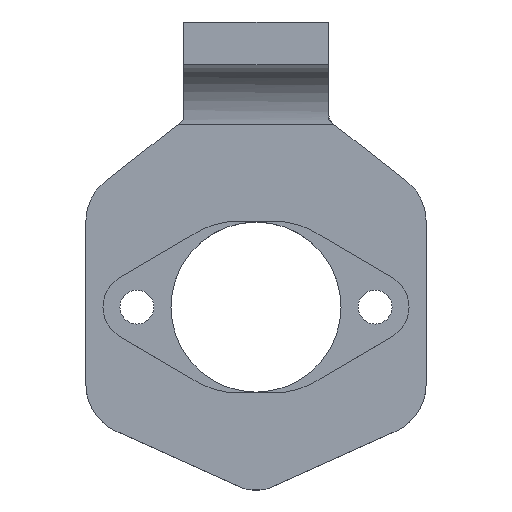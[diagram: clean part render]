
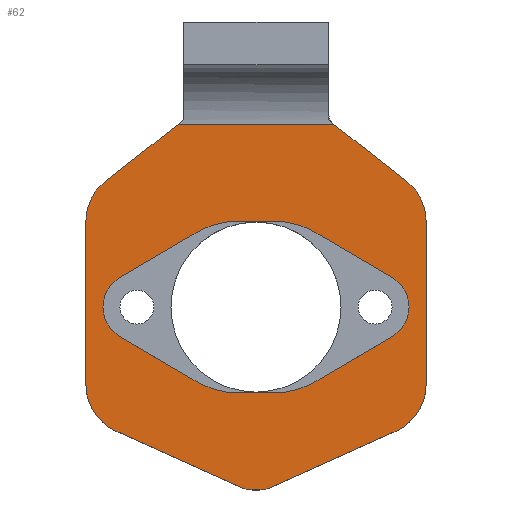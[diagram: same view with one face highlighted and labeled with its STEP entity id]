
A CAD part, top view. The second image highlights one B-rep face of the part: STEP entity #62.
In plain terms, the highlighted planar face has unit normal (0, 0, 1).
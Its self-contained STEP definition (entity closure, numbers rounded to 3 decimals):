
#26=FACE_BOUND('',#169,.F.);
#62=ADVANCED_FACE('',(#26,#114),#498,.T.);
#114=FACE_OUTER_BOUND('',#170,.F.);
#169=EDGE_LOOP('',(#260,#261,#262,#263,#264,#265,#266,#267,#268,#269,#270,
#271));
#170=EDGE_LOOP('',(#272,#273,#274,#275,#276,#277,#278,#279,#280,#281,#282,#283,
#284,#285,#286));
#260=ORIENTED_EDGE('',*,*,#716,.T.);
#261=ORIENTED_EDGE('',*,*,#715,.T.);
#262=ORIENTED_EDGE('',*,*,#714,.T.);
#263=ORIENTED_EDGE('',*,*,#713,.T.);
#264=ORIENTED_EDGE('',*,*,#712,.T.);
#265=ORIENTED_EDGE('',*,*,#711,.T.);
#266=ORIENTED_EDGE('',*,*,#710,.T.);
#267=ORIENTED_EDGE('',*,*,#709,.T.);
#268=ORIENTED_EDGE('',*,*,#708,.T.);
#269=ORIENTED_EDGE('',*,*,#707,.T.);
#270=ORIENTED_EDGE('',*,*,#706,.T.);
#271=ORIENTED_EDGE('',*,*,#705,.T.);
#272=ORIENTED_EDGE('',*,*,#766,.F.);
#273=ORIENTED_EDGE('',*,*,#725,.F.);
#274=ORIENTED_EDGE('',*,*,#743,.T.);
#275=ORIENTED_EDGE('',*,*,#732,.F.);
#276=ORIENTED_EDGE('',*,*,#742,.T.);
#277=ORIENTED_EDGE('',*,*,#734,.F.);
#278=ORIENTED_EDGE('',*,*,#741,.T.);
#279=ORIENTED_EDGE('',*,*,#717,.F.);
#280=ORIENTED_EDGE('',*,*,#765,.T.);
#281=ORIENTED_EDGE('',*,*,#729,.F.);
#282=ORIENTED_EDGE('',*,*,#753,.T.);
#283=ORIENTED_EDGE('',*,*,#736,.F.);
#284=ORIENTED_EDGE('',*,*,#752,.T.);
#285=ORIENTED_EDGE('',*,*,#738,.F.);
#286=ORIENTED_EDGE('',*,*,#751,.T.);
#498=PLANE('',#1048);
#525=B_SPLINE_CURVE_WITH_KNOTS('',3,(#1524,#1525,#1526,#1527,#1528,#1529),
.UNSPECIFIED.,.F.,.F.,(4,1,1,4),(0.,0.389,0.611,1.),
.UNSPECIFIED.);
#531=LINE('',#1495,#610);
#532=LINE('',#1497,#611);
#533=LINE('',#1499,#612);
#534=LINE('',#1501,#613);
#535=LINE('',#1503,#614);
#536=LINE('',#1505,#615);
#541=LINE('',#1550,#620);
#542=LINE('',#1551,#621);
#543=LINE('',#1552,#622);
#549=LINE('',#1565,#628);
#550=LINE('',#1566,#629);
#551=LINE('',#1567,#630);
#561=LINE('',#1584,#640);
#562=LINE('',#1585,#641);
#610=VECTOR('',#1135,9.839);
#611=VECTOR('',#1138,4.);
#612=VECTOR('',#1141,9.839);
#613=VECTOR('',#1144,9.839);
#614=VECTOR('',#1147,4.);
#615=VECTOR('',#1150,9.839);
#620=VECTOR('',#1187,16.19);
#621=VECTOR('',#1188,19.197);
#622=VECTOR('',#1189,10.705);
#628=VECTOR('',#1197,10.868);
#629=VECTOR('',#1198,19.197);
#630=VECTOR('',#1199,16.19);
#640=VECTOR('',#1211,0.934);
#641=VECTOR('',#1212,18.278);
#705=EDGE_CURVE('',#947,#946,#842,.T.);
#706=EDGE_CURVE('',#945,#947,#531,.T.);
#707=EDGE_CURVE('',#944,#945,#843,.T.);
#708=EDGE_CURVE('',#943,#944,#532,.T.);
#709=EDGE_CURVE('',#942,#943,#844,.T.);
#710=EDGE_CURVE('',#941,#942,#533,.T.);
#711=EDGE_CURVE('',#940,#941,#845,.T.);
#712=EDGE_CURVE('',#939,#940,#534,.T.);
#713=EDGE_CURVE('',#938,#939,#846,.T.);
#714=EDGE_CURVE('',#937,#938,#535,.T.);
#715=EDGE_CURVE('',#936,#937,#847,.T.);
#716=EDGE_CURVE('',#946,#936,#536,.T.);
#717=EDGE_CURVE('',#935,#934,#848,.T.);
#725=EDGE_CURVE('',#924,#925,#525,.T.);
#729=EDGE_CURVE('',#920,#919,#854,.T.);
#732=EDGE_CURVE('',#916,#915,#856,.T.);
#734=EDGE_CURVE('',#913,#912,#858,.T.);
#736=EDGE_CURVE('',#909,#908,#860,.T.);
#738=EDGE_CURVE('',#905,#904,#862,.T.);
#741=EDGE_CURVE('',#913,#934,#541,.T.);
#742=EDGE_CURVE('',#916,#912,#542,.T.);
#743=EDGE_CURVE('',#924,#915,#543,.T.);
#751=EDGE_CURVE('',#905,#896,#549,.T.);
#752=EDGE_CURVE('',#909,#904,#550,.T.);
#753=EDGE_CURVE('',#920,#908,#551,.T.);
#765=EDGE_CURVE('',#935,#919,#561,.T.);
#766=EDGE_CURVE('',#925,#896,#562,.T.);
#842=CIRCLE('',#1009,4.);
#843=CIRCLE('',#1010,10.1);
#844=CIRCLE('',#1011,10.1);
#845=CIRCLE('',#1012,4.);
#846=CIRCLE('',#1013,10.1);
#847=CIRCLE('',#1014,10.1);
#848=CIRCLE('',#1015,3.);
#854=CIRCLE('',#1021,3.);
#856=CIRCLE('',#1023,6.);
#858=CIRCLE('',#1025,6.);
#860=CIRCLE('',#1027,6.);
#862=CIRCLE('',#1029,6.);
#896=VERTEX_POINT('',#1410);
#904=VERTEX_POINT('',#1418);
#905=VERTEX_POINT('',#1419);
#908=VERTEX_POINT('',#1422);
#909=VERTEX_POINT('',#1423);
#912=VERTEX_POINT('',#1426);
#913=VERTEX_POINT('',#1427);
#915=VERTEX_POINT('',#1429);
#916=VERTEX_POINT('',#1430);
#919=VERTEX_POINT('',#1433);
#920=VERTEX_POINT('',#1434);
#924=VERTEX_POINT('',#1438);
#925=VERTEX_POINT('',#1439);
#934=VERTEX_POINT('',#1448);
#935=VERTEX_POINT('',#1449);
#936=VERTEX_POINT('',#1450);
#937=VERTEX_POINT('',#1451);
#938=VERTEX_POINT('',#1452);
#939=VERTEX_POINT('',#1453);
#940=VERTEX_POINT('',#1454);
#941=VERTEX_POINT('',#1455);
#942=VERTEX_POINT('',#1456);
#943=VERTEX_POINT('',#1457);
#944=VERTEX_POINT('',#1458);
#945=VERTEX_POINT('',#1459);
#946=VERTEX_POINT('',#1460);
#947=VERTEX_POINT('',#1461);
#1009=AXIS2_PLACEMENT_3D('',#1494,#1133,#1134);
#1010=AXIS2_PLACEMENT_3D('',#1496,#1136,#1137);
#1011=AXIS2_PLACEMENT_3D('',#1498,#1139,#1140);
#1012=AXIS2_PLACEMENT_3D('',#1500,#1142,#1143);
#1013=AXIS2_PLACEMENT_3D('',#1502,#1145,#1146);
#1014=AXIS2_PLACEMENT_3D('',#1504,#1148,#1149);
#1015=AXIS2_PLACEMENT_3D('',#1506,#1151,#1152);
#1021=AXIS2_PLACEMENT_3D('',#1538,#1165,#1166);
#1023=AXIS2_PLACEMENT_3D('',#1541,#1170,#1171);
#1025=AXIS2_PLACEMENT_3D('',#1543,#1174,#1175);
#1027=AXIS2_PLACEMENT_3D('',#1545,#1178,#1179);
#1029=AXIS2_PLACEMENT_3D('',#1547,#1182,#1183);
#1048=AXIS2_PLACEMENT_3D('',#1660,#1290,#1291);
#1133=DIRECTION('',(0.,0.,1.));
#1134=DIRECTION('',(-0.507,0.862,0.));
#1135=DIRECTION('',(-0.862,-0.507,0.));
#1136=DIRECTION('',(0.,0.,1.));
#1137=DIRECTION('',(0.,1.,0.));
#1138=DIRECTION('',(-1.,0.,0.));
#1139=DIRECTION('',(0.,0.,1.));
#1140=DIRECTION('',(0.55,0.835,0.));
#1141=DIRECTION('',(-0.862,0.507,0.));
#1142=DIRECTION('',(0.,0.,1.));
#1143=DIRECTION('',(0.507,-0.862,0.));
#1144=DIRECTION('',(0.862,0.507,0.));
#1145=DIRECTION('',(0.,0.,1.));
#1146=DIRECTION('',(0.,-1.,0.));
#1147=DIRECTION('',(1.,0.,0.));
#1148=DIRECTION('',(0.,0.,1.));
#1149=DIRECTION('',(-0.55,-0.835,0.));
#1150=DIRECTION('',(0.862,-0.507,0.));
#1151=DIRECTION('',(0.,0.,1.));
#1152=DIRECTION('',(0.,-1.,0.));
#1165=DIRECTION('',(0.,0.,1.));
#1166=DIRECTION('',(-0.41,-0.912,0.));
#1170=DIRECTION('',(0.,0.,1.));
#1171=DIRECTION('',(1.,0.,0.));
#1174=DIRECTION('',(0.,0.,1.));
#1175=DIRECTION('',(0.41,-0.912,0.));
#1178=DIRECTION('',(0.,0.,1.));
#1179=DIRECTION('',(-1.,0.,0.));
#1182=DIRECTION('',(0.,0.,1.));
#1183=DIRECTION('',(-0.616,0.788,0.));
#1187=DIRECTION('',(-0.912,-0.41,0.));
#1188=DIRECTION('',(0.,-1.,0.));
#1189=DIRECTION('',(0.788,-0.616,0.));
#1197=DIRECTION('',(0.788,0.616,0.));
#1198=DIRECTION('',(0.,1.,0.));
#1199=DIRECTION('',(-0.912,0.41,0.));
#1211=DIRECTION('',(-1.,0.,0.));
#1212=DIRECTION('',(-1.,0.,0.));
#1290=DIRECTION('',(0.,0.,1.));
#1291=DIRECTION('',(0.,-1.,0.));
#1410=CARTESIAN_POINT('',(50.511,-52.25,43.868));
#1418=CARTESIAN_POINT('',(39.65,-63.673,43.868));
#1419=CARTESIAN_POINT('',(41.952,-58.948,43.868));
#1422=CARTESIAN_POINT('',(43.188,-88.342,43.868));
#1423=CARTESIAN_POINT('',(39.65,-82.87,43.868));
#1426=CARTESIAN_POINT('',(79.65,-82.87,43.868));
#1427=CARTESIAN_POINT('',(76.112,-88.342,43.868));
#1429=CARTESIAN_POINT('',(77.348,-58.948,43.868));
#1430=CARTESIAN_POINT('',(79.65,-63.673,43.868));
#1433=CARTESIAN_POINT('',(59.183,-95.25,43.868));
#1434=CARTESIAN_POINT('',(57.952,-94.986,43.868));
#1438=CARTESIAN_POINT('',(68.917,-52.351,43.869));
#1439=CARTESIAN_POINT('',(68.789,-52.25,43.868));
#1448=CARTESIAN_POINT('',(61.348,-94.986,43.868));
#1449=CARTESIAN_POINT('',(60.117,-95.25,43.868));
#1450=CARTESIAN_POINT('',(52.1,-82.188,43.868));
#1451=CARTESIAN_POINT('',(57.65,-83.85,43.868));
#1452=CARTESIAN_POINT('',(61.65,-83.85,43.868));
#1453=CARTESIAN_POINT('',(67.2,-82.188,43.868));
#1454=CARTESIAN_POINT('',(75.679,-77.197,43.868));
#1455=CARTESIAN_POINT('',(75.679,-70.303,43.868));
#1456=CARTESIAN_POINT('',(67.2,-65.312,43.868));
#1457=CARTESIAN_POINT('',(61.65,-63.65,43.868));
#1458=CARTESIAN_POINT('',(57.65,-63.65,43.868));
#1459=CARTESIAN_POINT('',(52.1,-65.312,43.868));
#1460=CARTESIAN_POINT('',(43.621,-77.197,43.868));
#1461=CARTESIAN_POINT('',(43.621,-70.303,43.868));
#1494=CARTESIAN_POINT('',(45.65,-73.75,43.868));
#1495=CARTESIAN_POINT('',(52.1,-65.312,43.868));
#1496=CARTESIAN_POINT('',(57.65,-73.75,43.868));
#1497=CARTESIAN_POINT('',(61.65,-63.65,43.868));
#1498=CARTESIAN_POINT('',(61.65,-73.75,43.868));
#1499=CARTESIAN_POINT('',(75.679,-70.303,43.868));
#1500=CARTESIAN_POINT('',(73.65,-73.75,43.868));
#1501=CARTESIAN_POINT('',(67.2,-82.188,43.868));
#1502=CARTESIAN_POINT('',(61.65,-73.75,43.868));
#1503=CARTESIAN_POINT('',(57.65,-83.85,43.868));
#1504=CARTESIAN_POINT('',(57.65,-73.75,43.868));
#1505=CARTESIAN_POINT('',(43.621,-77.197,43.868));
#1506=CARTESIAN_POINT('',(60.117,-92.25,43.868));
#1524=CARTESIAN_POINT('',(68.917,-52.351,43.869));
#1525=CARTESIAN_POINT('',(68.901,-52.338,43.869));
#1526=CARTESIAN_POINT('',(68.875,-52.317,43.869));
#1527=CARTESIAN_POINT('',(68.832,-52.284,43.868));
#1528=CARTESIAN_POINT('',(68.806,-52.263,43.868));
#1529=CARTESIAN_POINT('',(68.789,-52.25,43.868));
#1538=CARTESIAN_POINT('',(59.183,-92.25,43.868));
#1541=CARTESIAN_POINT('',(73.65,-63.673,43.868));
#1543=CARTESIAN_POINT('',(73.65,-82.87,43.868));
#1545=CARTESIAN_POINT('',(45.65,-82.87,43.868));
#1547=CARTESIAN_POINT('',(45.65,-63.673,43.868));
#1550=CARTESIAN_POINT('',(76.112,-88.342,43.868));
#1551=CARTESIAN_POINT('',(79.65,-63.673,43.868));
#1552=CARTESIAN_POINT('',(68.917,-52.351,43.868));
#1565=CARTESIAN_POINT('',(41.952,-58.948,43.868));
#1566=CARTESIAN_POINT('',(39.65,-82.87,43.868));
#1567=CARTESIAN_POINT('',(57.952,-94.986,43.868));
#1584=CARTESIAN_POINT('',(60.117,-95.25,43.868));
#1585=CARTESIAN_POINT('',(68.789,-52.25,43.868));
#1660=CARTESIAN_POINT('',(32.11,-51.71,43.868));
